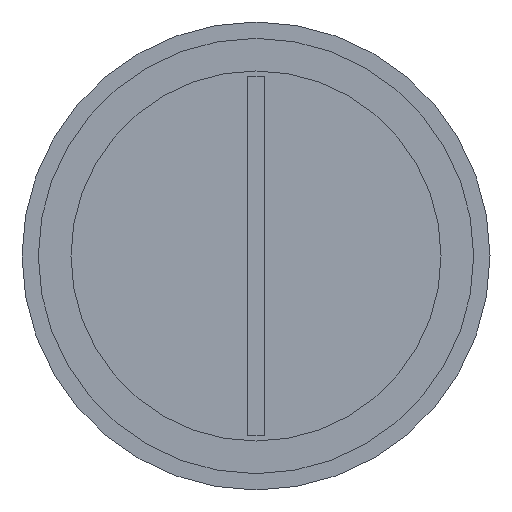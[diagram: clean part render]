
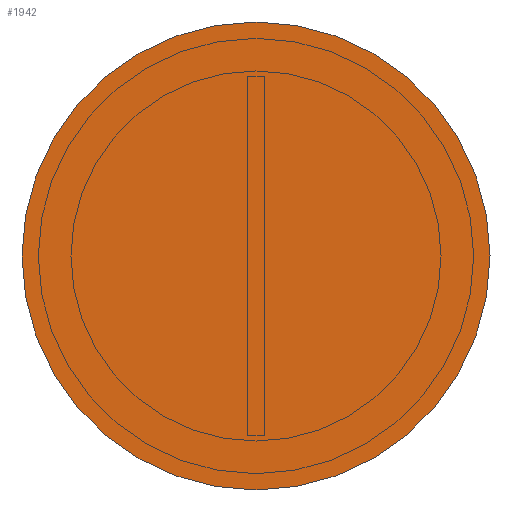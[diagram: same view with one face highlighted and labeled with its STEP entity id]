
A CAD part, left-side view. The second image highlights one B-rep face of the part: STEP entity #1942.
In plain terms, the highlighted planar face has unit normal (-1, 0, 0).
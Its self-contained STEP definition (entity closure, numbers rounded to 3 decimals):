
#270=CIRCLE('',#2304,21.5);
#414=FACE_OUTER_BOUND('',#551,.T.);
#551=EDGE_LOOP('',(#1514));
#953=VERTEX_POINT('',#3427);
#1157=EDGE_CURVE('',#953,#953,#270,.T.);
#1514=ORIENTED_EDGE('',*,*,#1157,.T.);
#1856=PLANE('',#2305);
#1942=ADVANCED_FACE('',(#414),#1856,.T.);
#2304=AXIS2_PLACEMENT_3D('',#3428,#2734,#2735);
#2305=AXIS2_PLACEMENT_3D('',#3430,#2737,#2738);
#2734=DIRECTION('center_axis',(-1.,0.,0.));
#2735=DIRECTION('ref_axis',(0.,0.,1.));
#2737=DIRECTION('center_axis',(-1.,0.,0.));
#2738=DIRECTION('ref_axis',(0.,0.,1.));
#3427=CARTESIAN_POINT('',(0.,-21.5,0.));
#3428=CARTESIAN_POINT('Origin',(0.,0.,
0.));
#3430=CARTESIAN_POINT('Origin',(0.,0.,0.));
